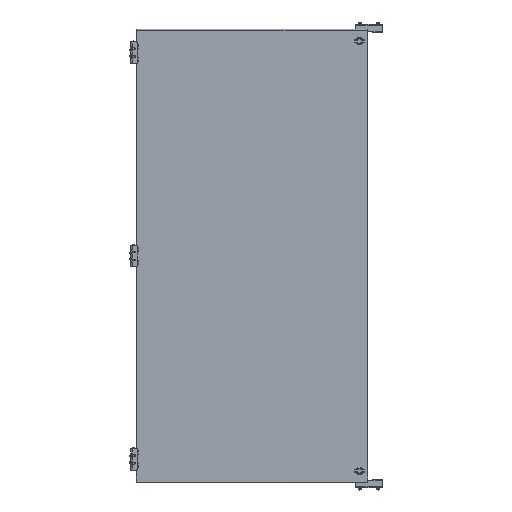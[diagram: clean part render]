
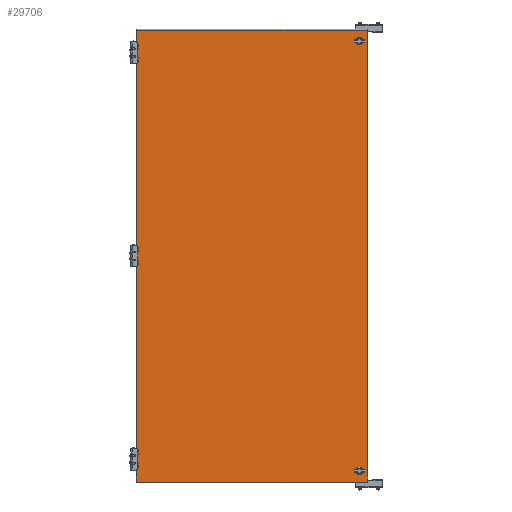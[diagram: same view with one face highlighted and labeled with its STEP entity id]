
A CAD part, top view. The second image highlights one B-rep face of the part: STEP entity #29706.
In plain terms, the highlighted planar face has unit normal (0, 0, 1).
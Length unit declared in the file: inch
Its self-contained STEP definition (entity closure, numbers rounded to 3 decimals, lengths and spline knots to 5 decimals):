
#1200 = CARTESIAN_POINT ( 'NONE',  ( 17.15, 33.65, 0.828 ) ) ;
#5381 = EDGE_LOOP ( 'NONE', ( #31093, #35156, #52773, #31378 ) ) ;
#5875 = VERTEX_POINT ( 'NONE', #16553 ) ;
#6062 = VECTOR ( 'NONE', #20504, 39.37008 ) ;
#7245 = VECTOR ( 'NONE', #19696, 39.37008 ) ;
#14018 = CARTESIAN_POINT ( 'NONE',  ( 17.15, 0., 0.828 ) ) ;
#16553 = CARTESIAN_POINT ( 'NONE',  ( -17.15, -33.65, 0.828 ) ) ;
#19696 = DIRECTION ( 'NONE',  ( 0., -1., 0. ) ) ;
#20504 = DIRECTION ( 'NONE',  ( 1., 0., 0. ) ) ;
#21809 = FACE_OUTER_BOUND ( 'NONE', #5381, .T. ) ;
#24449 = LINE ( 'NONE', #14018, #39137 ) ;
#27472 = LINE ( 'NONE', #61391, #76039 ) ;
#29706 = ADVANCED_FACE ( 'NONE', ( #21809 ), #32643, .T. ) ;
#30284 = VERTEX_POINT ( 'NONE', #1200 ) ;
#31093 = ORIENTED_EDGE ( 'NONE', *, *, #74186, .T. ) ;
#31260 = LINE ( 'NONE', #54715, #7245 ) ;
#31378 = ORIENTED_EDGE ( 'NONE', *, *, #52599, .T. ) ;
#32086 = CARTESIAN_POINT ( 'NONE',  ( 0., -33.65, 0.828 ) ) ;
#32643 = PLANE ( 'NONE',  #34736 ) ;
#34736 = AXIS2_PLACEMENT_3D ( 'NONE', #68848, #73467, #44598 ) ;
#35156 = ORIENTED_EDGE ( 'NONE', *, *, #49879, .T. ) ;
#38248 = LINE ( 'NONE', #32086, #6062 ) ;
#38340 = EDGE_CURVE ( 'NONE', #59236, #5875, #31260, .T. ) ;
#39137 = VECTOR ( 'NONE', #47960, 39.37008 ) ;
#44598 = DIRECTION ( 'NONE',  ( 1., 0., 0. ) ) ;
#44656 = CARTESIAN_POINT ( 'NONE',  ( 17.15, -33.65, 0.828 ) ) ;
#47960 = DIRECTION ( 'NONE',  ( 0., 1., 0. ) ) ;
#49879 = EDGE_CURVE ( 'NONE', #30284, #59236, #27472, .T. ) ;
#52599 = EDGE_CURVE ( 'NONE', #5875, #74118, #38248, .T. ) ;
#52773 = ORIENTED_EDGE ( 'NONE', *, *, #38340, .T. ) ;
#54715 = CARTESIAN_POINT ( 'NONE',  ( -17.15, 0., 0.828 ) ) ;
#55975 = DIRECTION ( 'NONE',  ( -1., 0., 0. ) ) ;
#59236 = VERTEX_POINT ( 'NONE', #59691 ) ;
#59691 = CARTESIAN_POINT ( 'NONE',  ( -17.15, 33.65, 0.828 ) ) ;
#61391 = CARTESIAN_POINT ( 'NONE',  ( 0., 33.65, 0.828 ) ) ;
#68848 = CARTESIAN_POINT ( 'NONE',  ( 0., 0., 0.828 ) ) ;
#73467 = DIRECTION ( 'NONE',  ( 0., 0., 1. ) ) ;
#74118 = VERTEX_POINT ( 'NONE', #44656 ) ;
#74186 = EDGE_CURVE ( 'NONE', #74118, #30284, #24449, .T. ) ;
#76039 = VECTOR ( 'NONE', #55975, 39.37008 ) ;
